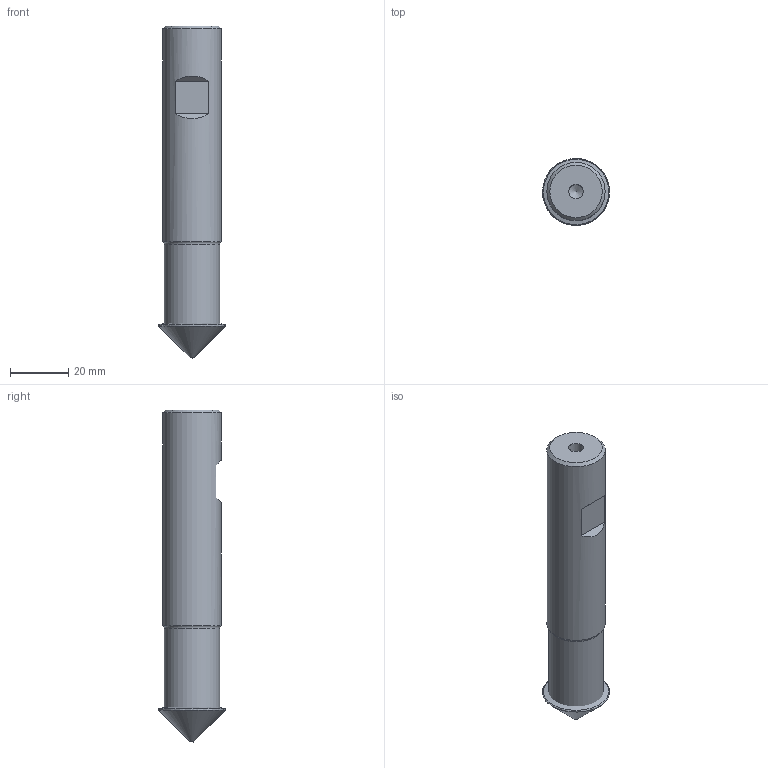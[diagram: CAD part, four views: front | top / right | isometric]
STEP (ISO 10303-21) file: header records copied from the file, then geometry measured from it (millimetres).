
FILE_DESCRIPTION(/* description */ (''),/* implementation_level */ '2;1');
FILE_NAME(/* name */ '20N1R040B20_STC_000887_202362892ndi000_04_SIM.stp',/* time_stamp */ '2023-05-23T13:51:22+02:00',/* author */ (''),/* organization */ (''),/* preprocessor_version */ 'ST-DEVELOPER v16.7',/* originating_system */ 'SIEMENS PLM Software NX 12.0',/* authorisation */ '');
FILE_SCHEMA (('AUTOMOTIVE_DESIGN { 1 0 10303 214 3 1 1 1 }'));
Length unit declared in the file: millimetre
Products named in the file (1): fo3415040CF43jfa
Bounding box: 22.98 x 22.98 x 114 mm (x, y, z)
Volume: 32439.7 mm3; surface area: 9647.8 mm2
Topology: 2 solids, 2 shells, 21 faces, 51 edges, 33 vertices
Faces by surface type: revolution 7, plane 5, cylinder 3, cone 3, torus 3
Full cylindrical faces by diameter (mm): 5 x1, 19 x1, 20 x1
Entity records: 505 total; most frequent: DIRECTION 86, CARTESIAN_POINT 83, ORIENTED_EDGE 46, EDGE_LOOP 38, AXIS2_PLACEMENT_3D 36, FACE_BOUND 35, EDGE_CURVE 23, VERTEX_POINT 22
